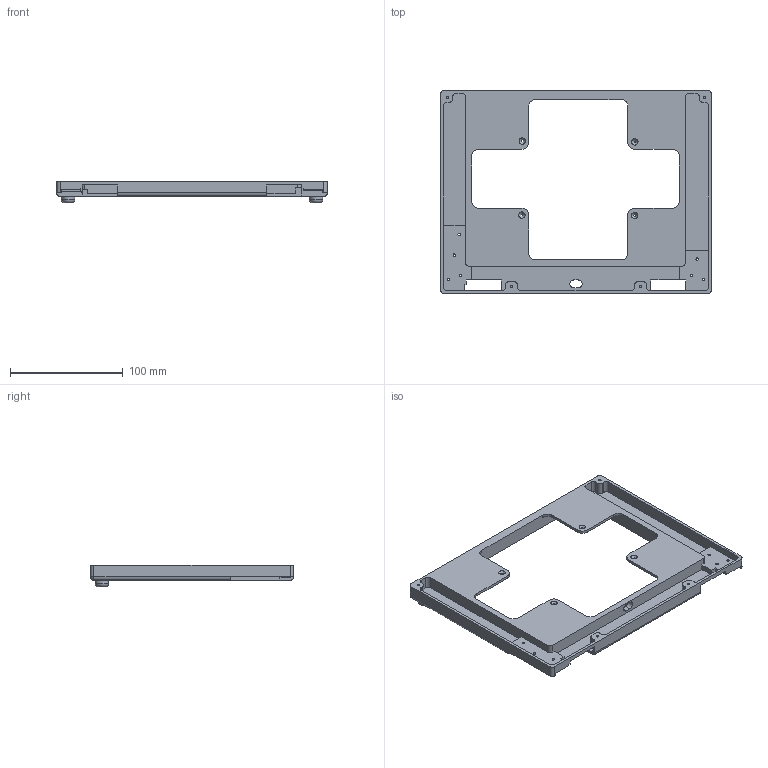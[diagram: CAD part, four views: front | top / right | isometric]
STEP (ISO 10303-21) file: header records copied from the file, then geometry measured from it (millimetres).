
FILE_DESCRIPTION(/* description */ ('STEP AP242','CAx-IF Rec.Pracs.---Representation and Presentation of Product Manufacturing Information (PMI)---4.0---2014-10-13','CAx-IF Rec.Pracs.---3D Tessellated Geometry---0.4---2014-09-14','2;1'),/* implementation_level */ '2;1');
FILE_NAME(/* name */ '687c5a53a22ffa4264fdf7fa',/* time_stamp */ '2025-07-20T02:54:12Z',/* author */ (''),/* organization */ (''),/* preprocessor_version */ 'ST-DEVELOPER v20',/* originating_system */ 'ONSHAPE BY PTC INC, 1.201',/* authorisation */ ' ');
FILE_SCHEMA (('AP242_MANAGED_MODEL_BASED_3D_ENGINEERING_MIM_LF { 1 0 10303 442 1 1 4 }'));
Length unit declared in the file: metre
Products named in the file (1): Body Top
Bounding box: 240 x 180 x 19.5 mm (x, y, z)
Volume: 124444.2 mm3; surface area: 81151.2 mm2
Topology: 1 solids, 1 shells, 176 faces, 504 edges, 332 vertices
Faces by surface type: plane 101, cylinder 67, cone 4, torus 2, sphere 2
Full cylindrical faces by diameter (mm): 2 x4, 2.15 x11, 12 x2
Entity records: 5659 total; most frequent: CARTESIAN_POINT 976, DIRECTION 967, ORIENTED_EDGE 946, EDGE_CURVE 473, LINE 333, VECTOR 333, VERTEX_POINT 326, AXIS2_PLACEMENT_3D 317
